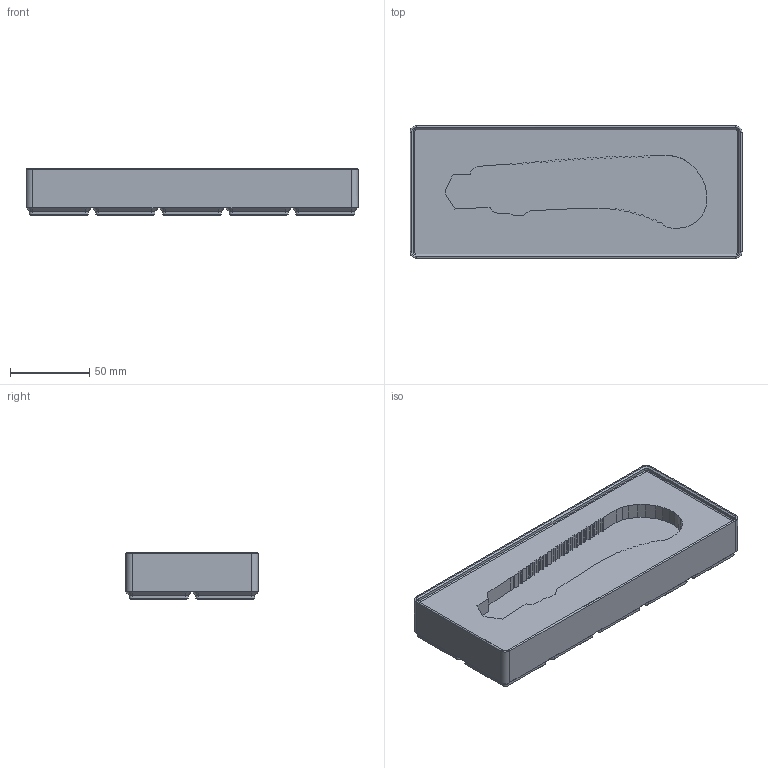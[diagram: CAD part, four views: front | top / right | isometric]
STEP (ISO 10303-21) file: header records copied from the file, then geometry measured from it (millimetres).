
FILE_DESCRIPTION(('Open CASCADE Model'),'2;1');
FILE_NAME('Open CASCADE Shape Model','2025-02-09T18:39:20',('Author'),( 'Open CASCADE'),'Open CASCADE STEP processor 7.6','Open CASCADE 7.6' ,'Unknown');
FILE_SCHEMA(('AP242_MANAGED_MODEL_BASED_3D_ENGINEERING_MIM_LF. {1 0 10303 442 1 1 4 }'));
Length unit declared in the file: millimetre
Products named in the file (1): Open CASCADE STEP translator 7.6 1
Bounding box: 209.5 x 83.5 x 29.55 mm (x, y, z)
Volume: 391228.5 mm3; surface area: 59255.4 mm2
Topology: 1 solids, 1 shells, 495 faces, 1204 edges, 712 vertices
Faces by surface type: plane 315, cylinder 88, cone 88, bspline 4
Entity records: 29996 total; most frequent: CARTESIAN_POINT 5200, DIRECTION 4782, LINE 3292, VECTOR 3292, ORIENTED_EDGE 2408, PCURVE 2408, DEFINITIONAL_REPRESENTATION 2408, EDGE_CURVE 1204
